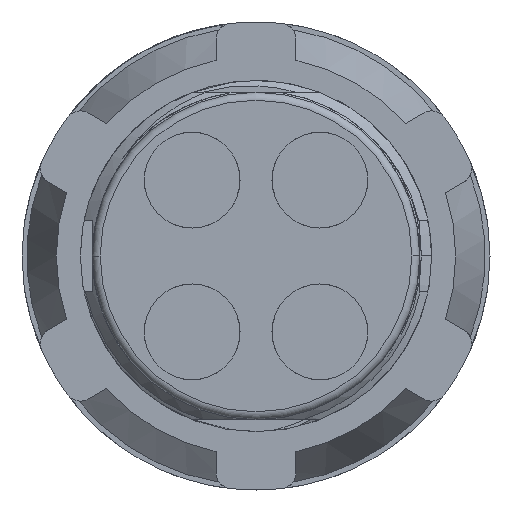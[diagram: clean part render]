
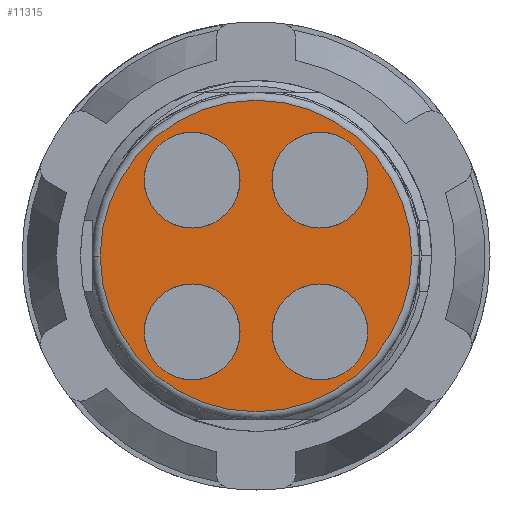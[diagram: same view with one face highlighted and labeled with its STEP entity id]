
A CAD part, front view. The second image highlights one B-rep face of the part: STEP entity #11315.
In plain terms, the highlighted planar face has unit normal (0, -1, 0).
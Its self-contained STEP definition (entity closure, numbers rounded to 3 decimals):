
#2=CARTESIAN_POINT('',(0.,-43.,0.));
#3=DIRECTION('',(0.,1.,0.));
#4=DIRECTION('',(1.,0.,0.));
#5=AXIS2_PLACEMENT_3D('',#2,#3,#4);
#7=CARTESIAN_POINT('',(0.,-43.,0.));
#8=DIRECTION('',(0.,1.,0.));
#9=DIRECTION('',(-1.,0.,0.));
#10=AXIS2_PLACEMENT_3D('',#7,#8,#9);
#12=CARTESIAN_POINT('',(4.,-43.,4.75));
#13=DIRECTION('',(0.,-1.,0.));
#14=DIRECTION('',(0.,0.,-1.));
#15=AXIS2_PLACEMENT_3D('',#12,#13,#14);
#17=CARTESIAN_POINT('',(4.,-43.,4.75));
#18=DIRECTION('',(0.,-1.,0.));
#19=DIRECTION('',(0.,0.,1.));
#20=AXIS2_PLACEMENT_3D('',#17,#18,#19);
#22=CARTESIAN_POINT('',(4.,-43.,-4.75));
#23=DIRECTION('',(0.,-1.,0.));
#24=DIRECTION('',(0.,0.,-1.));
#25=AXIS2_PLACEMENT_3D('',#22,#23,#24);
#27=CARTESIAN_POINT('',(4.,-43.,-4.75));
#28=DIRECTION('',(0.,-1.,0.));
#29=DIRECTION('',(0.,0.,1.));
#30=AXIS2_PLACEMENT_3D('',#27,#28,#29);
#32=CARTESIAN_POINT('',(-4.,-43.,4.75));
#33=DIRECTION('',(0.,-1.,0.));
#34=DIRECTION('',(0.,0.,-1.));
#35=AXIS2_PLACEMENT_3D('',#32,#33,#34);
#37=CARTESIAN_POINT('',(-4.,-43.,4.75));
#38=DIRECTION('',(0.,-1.,0.));
#39=DIRECTION('',(0.,0.,1.));
#40=AXIS2_PLACEMENT_3D('',#37,#38,#39);
#42=CARTESIAN_POINT('',(-4.,-43.,-4.75));
#43=DIRECTION('',(0.,-1.,0.));
#44=DIRECTION('',(0.,0.,-1.));
#45=AXIS2_PLACEMENT_3D('',#42,#43,#44);
#47=CARTESIAN_POINT('',(-4.,-43.,-4.75));
#48=DIRECTION('',(0.,-1.,0.));
#49=DIRECTION('',(0.,0.,1.));
#50=AXIS2_PLACEMENT_3D('',#47,#48,#49);
#9916=CARTESIAN_POINT('',(9.75,-43.,0.));
#9917=CARTESIAN_POINT('',(-9.75,-43.,0.));
#9918=VERTEX_POINT('',#9916);
#9919=VERTEX_POINT('',#9917);
#10123=CARTESIAN_POINT('',(4.,-43.,1.75));
#10124=VERTEX_POINT('',#10123);
#10125=CARTESIAN_POINT('',(4.,-43.,7.75));
#10126=VERTEX_POINT('',#10125);
#10127=CARTESIAN_POINT('',(4.,-43.,-7.75));
#10128=VERTEX_POINT('',#10127);
#10129=CARTESIAN_POINT('',(4.,-43.,-1.75));
#10130=VERTEX_POINT('',#10129);
#10131=CARTESIAN_POINT('',(-4.,-43.,1.75));
#10132=VERTEX_POINT('',#10131);
#10133=CARTESIAN_POINT('',(-4.,-43.,7.75));
#10134=VERTEX_POINT('',#10133);
#10135=CARTESIAN_POINT('',(-4.,-43.,-7.75));
#10136=VERTEX_POINT('',#10135);
#10137=CARTESIAN_POINT('',(-4.,-43.,-1.75));
#10138=VERTEX_POINT('',#10137);
#11280=CARTESIAN_POINT('',(0.,-43.,0.));
#11281=DIRECTION('',(0.,1.,0.));
#11282=DIRECTION('',(1.,0.,0.));
#11283=AXIS2_PLACEMENT_3D('',#11280,#11281,#11282);
#11284=PLANE('',#11283);
#11286=ORIENTED_EDGE('',*,*,#11285,.T.);
#11288=ORIENTED_EDGE('',*,*,#11287,.T.);
#11289=EDGE_LOOP('',(#11286,#11288));
#11290=FACE_OUTER_BOUND('',#11289,.F.);
#11292=ORIENTED_EDGE('',*,*,#11291,.T.);
#11294=ORIENTED_EDGE('',*,*,#11293,.T.);
#11295=EDGE_LOOP('',(#11292,#11294));
#11296=FACE_BOUND('',#11295,.F.);
#11298=ORIENTED_EDGE('',*,*,#11297,.T.);
#11300=ORIENTED_EDGE('',*,*,#11299,.T.);
#11301=EDGE_LOOP('',(#11298,#11300));
#11302=FACE_BOUND('',#11301,.F.);
#11304=ORIENTED_EDGE('',*,*,#11303,.T.);
#11306=ORIENTED_EDGE('',*,*,#11305,.T.);
#11307=EDGE_LOOP('',(#11304,#11306));
#11308=FACE_BOUND('',#11307,.F.);
#11310=ORIENTED_EDGE('',*,*,#11309,.T.);
#11312=ORIENTED_EDGE('',*,*,#11311,.T.);
#11313=EDGE_LOOP('',(#11310,#11312));
#11314=FACE_BOUND('',#11313,.F.);
#6=CIRCLE('',#5,9.75);
#11=CIRCLE('',#10,9.75);
#16=CIRCLE('',#15,3.);
#21=CIRCLE('',#20,3.);
#26=CIRCLE('',#25,3.);
#31=CIRCLE('',#30,3.);
#36=CIRCLE('',#35,3.);
#41=CIRCLE('',#40,3.);
#46=CIRCLE('',#45,3.);
#51=CIRCLE('',#50,3.);
#11285=EDGE_CURVE('',#9918,#9919,#6,.T.);
#11287=EDGE_CURVE('',#9919,#9918,#11,.T.);
#11291=EDGE_CURVE('',#10124,#10126,#16,.T.);
#11293=EDGE_CURVE('',#10126,#10124,#21,.T.);
#11297=EDGE_CURVE('',#10128,#10130,#26,.T.);
#11299=EDGE_CURVE('',#10130,#10128,#31,.T.);
#11303=EDGE_CURVE('',#10132,#10134,#36,.T.);
#11305=EDGE_CURVE('',#10134,#10132,#41,.T.);
#11309=EDGE_CURVE('',#10136,#10138,#46,.T.);
#11311=EDGE_CURVE('',#10138,#10136,#51,.T.);
#11315=ADVANCED_FACE('',(#11290,#11296,#11302,#11308,#11314),#11284,.F.);
